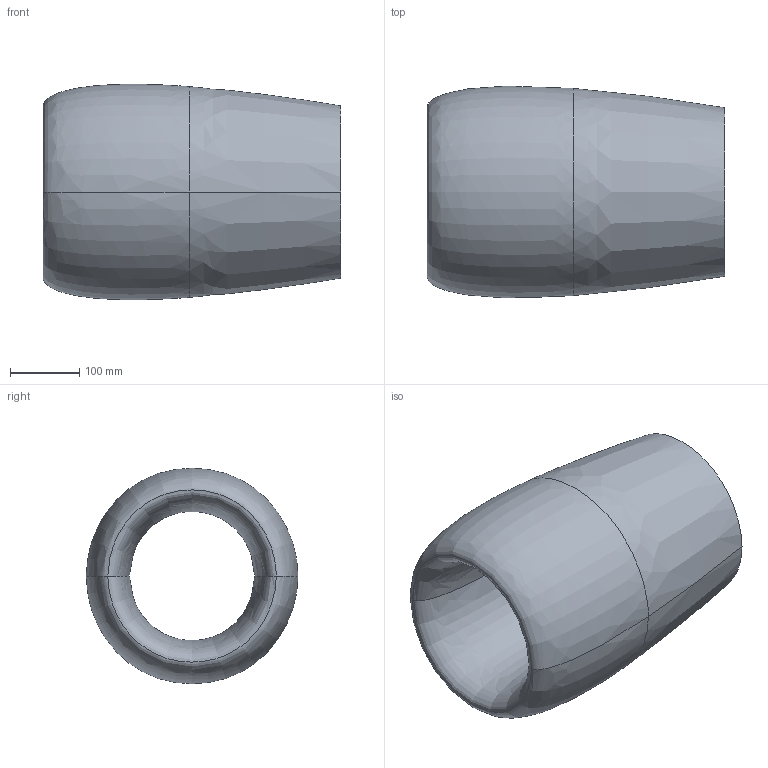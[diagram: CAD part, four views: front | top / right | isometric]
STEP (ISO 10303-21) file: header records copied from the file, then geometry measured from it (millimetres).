
FILE_DESCRIPTION((''),'1');
FILE_NAME('outfile.stp','2023-08-03T21:06:51',(''),(''),'','','');
FILE_SCHEMA(('CONFIG_CONTROL_DESIGN'));
Length unit declared in the file: foot
Bounding box: 430.87 x 306.33 x 311.84 mm (x, y, z)
Volume: 14103701.4 mm3; surface area: 678943.9 mm2
Topology: 1 solids, 1 shells, 8 faces, 16 edges, 8 vertices
Faces by surface type: bspline 8
Entity records: 10620 total; most frequent: CARTESIAN_POINT 10430, VERTEX_POINT 32, ORIENTED_EDGE 32, B_SPLINE_CURVE_WITH_KNOTS 16, EDGE_CURVE 16, B_SPLINE_SURFACE_WITH_KNOTS 8, EDGE_LOOP 8, FACE_OUTER_BOUND 8
